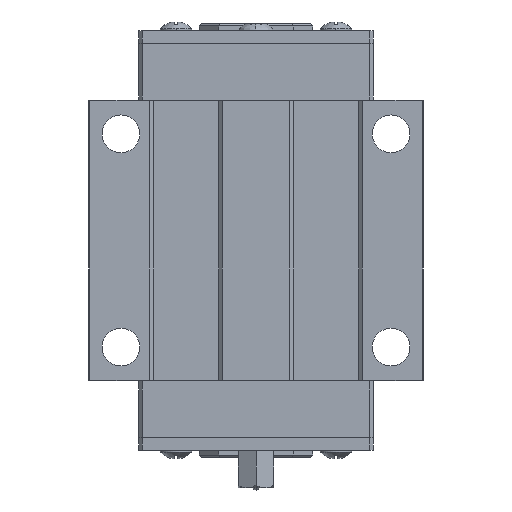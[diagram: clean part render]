
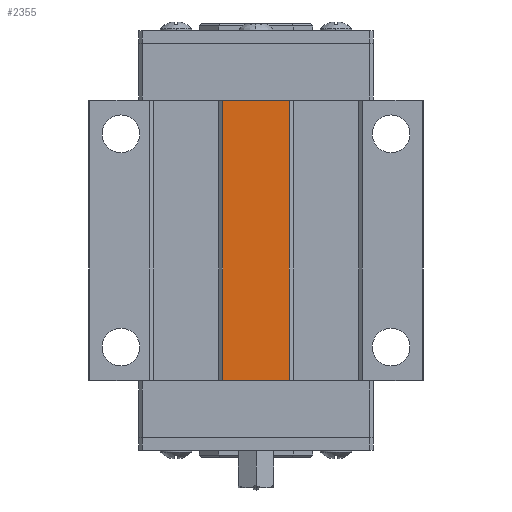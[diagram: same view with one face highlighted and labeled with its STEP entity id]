
A CAD part, front view. The second image highlights one B-rep face of the part: STEP entity #2355.
In plain terms, the highlighted planar face has unit normal (0, -1, 0).
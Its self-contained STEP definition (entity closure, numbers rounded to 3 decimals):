
#623 = VERTEX_POINT ( 'NONE', #17201 ) ;
#919 = DIRECTION ( 'NONE',  ( 0., 0., -1. ) ) ;
#1425 = DIRECTION ( 'NONE',  ( 0., 0., 1. ) ) ;
#1521 = AXIS2_PLACEMENT_3D ( 'NONE', #11164, #11339, #1425 ) ;
#1904 = EDGE_CURVE ( 'NONE', #2803, #14363, #4620, .T. ) ;
#2355 = ADVANCED_FACE ( 'NONE', ( #15523 ), #13887, .F. ) ;
#2671 = LINE ( 'NONE', #17758, #3095 ) ;
#2803 = VERTEX_POINT ( 'NONE', #9003 ) ;
#3095 = VECTOR ( 'NONE', #9486, 1000. ) ;
#3151 = LINE ( 'NONE', #8695, #17381 ) ;
#3472 = CARTESIAN_POINT ( 'NONE',  ( -4.712, 0., 19.65 ) ) ;
#3742 = CARTESIAN_POINT ( 'NONE',  ( 4.712, 0., 19.65 ) ) ;
#4057 = ORIENTED_EDGE ( 'NONE', *, *, #5817, .F. ) ;
#4620 = LINE ( 'NONE', #11357, #8062 ) ;
#5024 = ORIENTED_EDGE ( 'NONE', *, *, #13031, .F. ) ;
#5255 = EDGE_CURVE ( 'NONE', #14363, #9759, #3151, .T. ) ;
#5606 = DIRECTION ( 'NONE',  ( 1., 0., 0. ) ) ;
#5817 = EDGE_CURVE ( 'NONE', #9759, #623, #13479, .T. ) ;
#6381 = CARTESIAN_POINT ( 'NONE',  ( 4.712, 0., 19.75 ) ) ;
#6406 = ORIENTED_EDGE ( 'NONE', *, *, #5255, .F. ) ;
#8062 = VECTOR ( 'NONE', #12638, 1000. ) ;
#8695 = CARTESIAN_POINT ( 'NONE',  ( 0., 0., 19.65 ) ) ;
#9003 = CARTESIAN_POINT ( 'NONE',  ( -4.712, 0., -19.65 ) ) ;
#9486 = DIRECTION ( 'NONE',  ( -1., 0., 0. ) ) ;
#9759 = VERTEX_POINT ( 'NONE', #3742 ) ;
#11164 = CARTESIAN_POINT ( 'NONE',  ( 23.5, 0., 19.75 ) ) ;
#11314 = EDGE_LOOP ( 'NONE', ( #5024, #4057, #6406, #12000 ) ) ;
#11339 = DIRECTION ( 'NONE',  ( 0., 1., 0. ) ) ;
#11357 = CARTESIAN_POINT ( 'NONE',  ( -4.712, 0., 19.75 ) ) ;
#12000 = ORIENTED_EDGE ( 'NONE', *, *, #1904, .F. ) ;
#12638 = DIRECTION ( 'NONE',  ( 0., 0., 1. ) ) ;
#13031 = EDGE_CURVE ( 'NONE', #623, #2803, #2671, .T. ) ;
#13479 = LINE ( 'NONE', #6381, #15225 ) ;
#13887 = PLANE ( 'NONE',  #1521 ) ;
#14363 = VERTEX_POINT ( 'NONE', #3472 ) ;
#15225 = VECTOR ( 'NONE', #919, 1000. ) ;
#15523 = FACE_OUTER_BOUND ( 'NONE', #11314, .T. ) ;
#17201 = CARTESIAN_POINT ( 'NONE',  ( 4.712, 0., -19.65 ) ) ;
#17381 = VECTOR ( 'NONE', #5606, 1000. ) ;
#17758 = CARTESIAN_POINT ( 'NONE',  ( 23.5, 0., -19.65 ) ) ;
